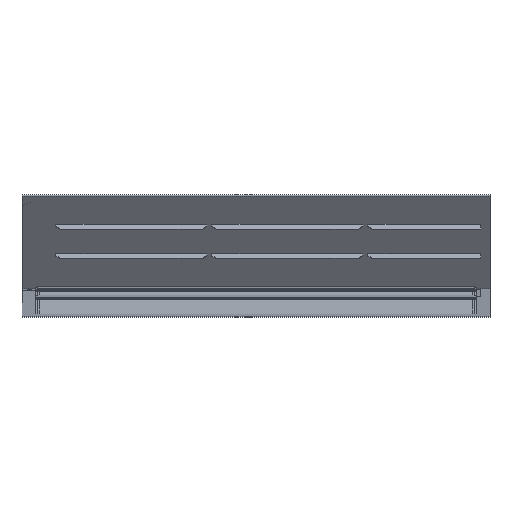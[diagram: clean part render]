
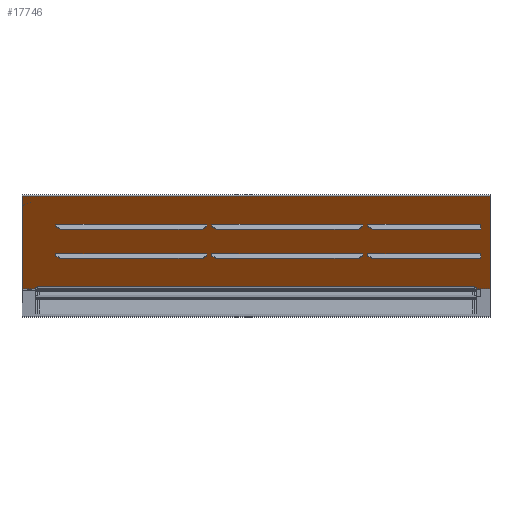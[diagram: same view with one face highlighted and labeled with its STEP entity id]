
A CAD part, front view. The second image highlights one B-rep face of the part: STEP entity #17746.
In plain terms, the highlighted planar face has unit normal (0, -0.781, -0.625).
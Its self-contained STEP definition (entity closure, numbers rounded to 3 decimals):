
#17452 = PLANE('',#17453);
#17453 = AXIS2_PLACEMENT_3D('',#17454,#17455,#17456);
#17454 = CARTESIAN_POINT('',(559450.,19915.594,
    5011.298));
#17455 = DIRECTION('',(0.,-0.625,0.781));
#17456 = DIRECTION('',(0.,0.781,0.625));
#17480 = PLANE('',#17481);
#17481 = AXIS2_PLACEMENT_3D('',#17482,#17483,#17484);
#17482 = CARTESIAN_POINT('',(566950.,19307.797,
    5780.649));
#17483 = DIRECTION('',(1.,0.,0.));
#17484 = DIRECTION('',(0.,-0.781,-0.625));
#17508 = PLANE('',#17509);
#17509 = AXIS2_PLACEMENT_3D('',#17510,#17511,#17512);
#17510 = CARTESIAN_POINT('',(559450.,18700.,
    6550.));
#17511 = DIRECTION('',(-0.,-1.,0.025));
#17512 = DIRECTION('',(1.,0.,0.));
#17534 = PLANE('',#17535);
#17535 = AXIS2_PLACEMENT_3D('',#17536,#17537,#17538);
#17536 = CARTESIAN_POINT('',(559450.,19307.797,
    5780.649));
#17537 = DIRECTION('',(1.,0.,0.));
#17538 = DIRECTION('',(0.,-0.781,-0.625));
#17549 = EDGE_CURVE('',#17550,#17552,#17554,.T.);
#17550 = VERTEX_POINT('',#17551);
#17551 = CARTESIAN_POINT('',(559450.,19915.594,
    5011.298));
#17552 = VERTEX_POINT('',#17553);
#17553 = CARTESIAN_POINT('',(566950.,19915.594,
    5011.298));
#17554 = SURFACE_CURVE('',#17555,(#17559,#17566),.PCURVE_S1.);
#17555 = LINE('',#17556,#17557);
#17556 = CARTESIAN_POINT('',(559450.,19915.594,
    5011.298));
#17557 = VECTOR('',#17558,1.);
#17558 = DIRECTION('',(1.,0.,0.));
#17559 = PCURVE('',#17452,#17560);
#17560 = DEFINITIONAL_REPRESENTATION('',(#17561),#17565);
#17561 = LINE('',#17562,#17563);
#17562 = CARTESIAN_POINT('',(0.,-0.));
#17563 = VECTOR('',#17564,1.);
#17564 = DIRECTION('',(0.,-1.));
#17565 = ( GEOMETRIC_REPRESENTATION_CONTEXT(2) 
PARAMETRIC_REPRESENTATION_CONTEXT() REPRESENTATION_CONTEXT('2D SPACE',''
  ) );
#17566 = PCURVE('',#17567,#17572);
#17567 = PLANE('',#17568);
#17568 = AXIS2_PLACEMENT_3D('',#17569,#17570,#17571);
#17569 = CARTESIAN_POINT('',(559450.,18690.63,
    6542.504));
#17570 = DIRECTION('',(0.,0.781,0.625));
#17571 = DIRECTION('',(0.,0.625,-0.781));
#17572 = DEFINITIONAL_REPRESENTATION('',(#17573),#17577);
#17573 = LINE('',#17574,#17575);
#17574 = CARTESIAN_POINT('',(1960.9,0.));
#17575 = VECTOR('',#17576,1.);
#17576 = DIRECTION('',(0.,-1.));
#17577 = ( GEOMETRIC_REPRESENTATION_CONTEXT(2) 
PARAMETRIC_REPRESENTATION_CONTEXT() REPRESENTATION_CONTEXT('2D SPACE',''
  ) );
#17627 = VERTEX_POINT('',#17628);
#17628 = CARTESIAN_POINT('',(559450.,18699.543,
    6531.362));
#17649 = EDGE_CURVE('',#17627,#17650,#17652,.T.);
#17650 = VERTEX_POINT('',#17651);
#17651 = CARTESIAN_POINT('',(566950.,18699.543,
    6531.362));
#17652 = SURFACE_CURVE('',#17653,(#17657,#17664),.PCURVE_S1.);
#17653 = LINE('',#17654,#17655);
#17654 = CARTESIAN_POINT('',(559450.,18699.543,
    6531.362));
#17655 = VECTOR('',#17656,1.);
#17656 = DIRECTION('',(1.,0.,0.));
#17657 = PCURVE('',#17508,#17658);
#17658 = DEFINITIONAL_REPRESENTATION('',(#17659),#17663);
#17659 = LINE('',#17660,#17661);
#17660 = CARTESIAN_POINT('',(0.,-18.643));
#17661 = VECTOR('',#17662,1.);
#17662 = DIRECTION('',(1.,0.));
#17663 = ( GEOMETRIC_REPRESENTATION_CONTEXT(2) 
PARAMETRIC_REPRESENTATION_CONTEXT() REPRESENTATION_CONTEXT('2D SPACE',''
  ) );
#17664 = PCURVE('',#17567,#17665);
#17665 = DEFINITIONAL_REPRESENTATION('',(#17666),#17670);
#17666 = LINE('',#17667,#17668);
#17667 = CARTESIAN_POINT('',(14.268,0.));
#17668 = VECTOR('',#17669,1.);
#17669 = DIRECTION('',(0.,-1.));
#17670 = ( GEOMETRIC_REPRESENTATION_CONTEXT(2) 
PARAMETRIC_REPRESENTATION_CONTEXT() REPRESENTATION_CONTEXT('2D SPACE',''
  ) );
#17698 = EDGE_CURVE('',#17627,#17550,#17699,.T.);
#17699 = SURFACE_CURVE('',#17700,(#17704,#17711),.PCURVE_S1.);
#17700 = LINE('',#17701,#17702);
#17701 = CARTESIAN_POINT('',(559450.,18690.63,
    6542.504));
#17702 = VECTOR('',#17703,1.);
#17703 = DIRECTION('',(0.,0.625,-0.781));
#17704 = PCURVE('',#17534,#17705);
#17705 = DEFINITIONAL_REPRESENTATION('',(#17706),#17710);
#17706 = LINE('',#17707,#17708);
#17707 = CARTESIAN_POINT('',(6.,-980.45));
#17708 = VECTOR('',#17709,1.);
#17709 = DIRECTION('',(0.,1.));
#17710 = ( GEOMETRIC_REPRESENTATION_CONTEXT(2) 
PARAMETRIC_REPRESENTATION_CONTEXT() REPRESENTATION_CONTEXT('2D SPACE',''
  ) );
#17711 = PCURVE('',#17567,#17712);
#17712 = DEFINITIONAL_REPRESENTATION('',(#17713),#17717);
#17713 = LINE('',#17714,#17715);
#17714 = CARTESIAN_POINT('',(0.,0.));
#17715 = VECTOR('',#17716,1.);
#17716 = DIRECTION('',(1.,0.));
#17717 = ( GEOMETRIC_REPRESENTATION_CONTEXT(2) 
PARAMETRIC_REPRESENTATION_CONTEXT() REPRESENTATION_CONTEXT('2D SPACE',''
  ) );
#17725 = EDGE_CURVE('',#17650,#17552,#17726,.T.);
#17726 = SURFACE_CURVE('',#17727,(#17731,#17738),.PCURVE_S1.);
#17727 = LINE('',#17728,#17729);
#17728 = CARTESIAN_POINT('',(566950.,18690.63,
    6542.504));
#17729 = VECTOR('',#17730,1.);
#17730 = DIRECTION('',(0.,0.625,-0.781));
#17731 = PCURVE('',#17480,#17732);
#17732 = DEFINITIONAL_REPRESENTATION('',(#17733),#17737);
#17733 = LINE('',#17734,#17735);
#17734 = CARTESIAN_POINT('',(6.,-980.45));
#17735 = VECTOR('',#17736,1.);
#17736 = DIRECTION('',(0.,1.));
#17737 = ( GEOMETRIC_REPRESENTATION_CONTEXT(2) 
PARAMETRIC_REPRESENTATION_CONTEXT() REPRESENTATION_CONTEXT('2D SPACE',''
  ) );
#17738 = PCURVE('',#17567,#17739);
#17739 = DEFINITIONAL_REPRESENTATION('',(#17740),#17744);
#17740 = LINE('',#17741,#17742);
#17741 = CARTESIAN_POINT('',(0.,-7500.));
#17742 = VECTOR('',#17743,1.);
#17743 = DIRECTION('',(1.,0.));
#17744 = ( GEOMETRIC_REPRESENTATION_CONTEXT(2) 
PARAMETRIC_REPRESENTATION_CONTEXT() REPRESENTATION_CONTEXT('2D SPACE',''
  ) );
#17746 = ADVANCED_FACE('',(#17747),#17567,.F.);
#17747 = FACE_BOUND('',#17748,.F.);
#17748 = EDGE_LOOP('',(#17749,#17750,#17751,#17752));
#17749 = ORIENTED_EDGE('',*,*,#17698,.F.);
#17750 = ORIENTED_EDGE('',*,*,#17649,.T.);
#17751 = ORIENTED_EDGE('',*,*,#17725,.T.);
#17752 = ORIENTED_EDGE('',*,*,#17549,.F.);
